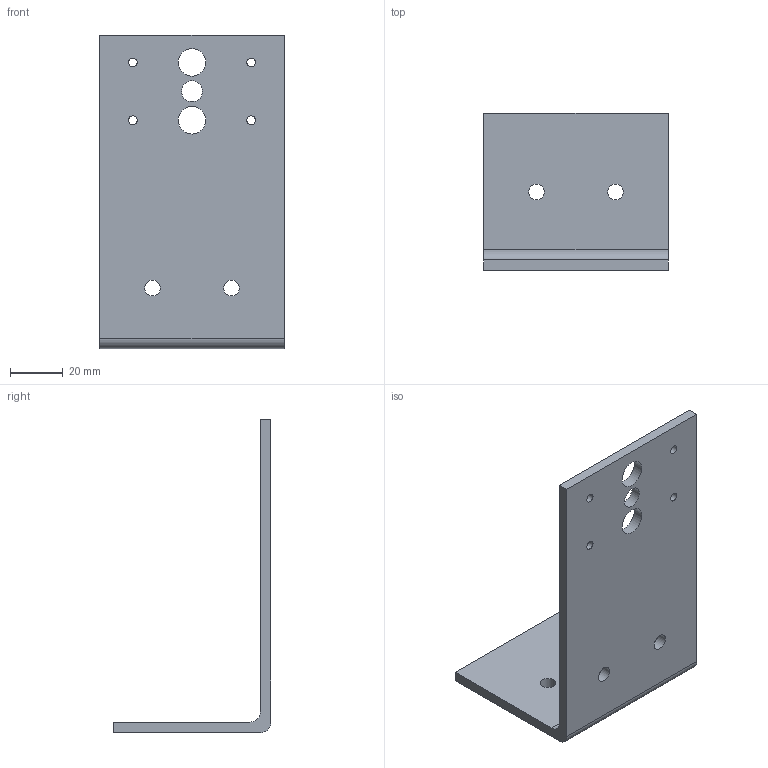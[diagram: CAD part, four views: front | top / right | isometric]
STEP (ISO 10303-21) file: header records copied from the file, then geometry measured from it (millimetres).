
FILE_DESCRIPTION(/* description */ (''),/* implementation_level */ '2;1');
FILE_NAME(/* name */ 'scanner_holder.stp',/* time_stamp */ '2020-07-03T18:30:07+01:00',/* author */ ('romanp'),/* organization */ (''),/* preprocessor_version */ 'ST-DEVELOPER v17',/* originating_system */ 'Autodesk Inventor 2019',/* authorisation */ '');
FILE_SCHEMA (('AUTOMOTIVE_DESIGN { 1 0 10303 214 3 1 1 }'));
Length unit declared in the file: millimetre
Products named in the file (1): Part5
Bounding box: 70 x 60 x 119 mm (x, y, z)
Volume: 47517 mm3; surface area: 26310 mm2
Topology: 1 solids, 1 shells, 21 faces, 57 edges, 38 vertices
Faces by surface type: cylinder 13, plane 8
Full cylindrical faces by diameter (mm): 3.3 x4, 6 x4, 8 x1, 10.5 x2
Entity records: 788 total; most frequent: DIRECTION 127, CARTESIAN_POINT 117, ORIENTED_EDGE 114, EDGE_CURVE 57, AXIS2_PLACEMENT_3D 48, EDGE_LOOP 43, VERTEX_POINT 38, LINE 31
